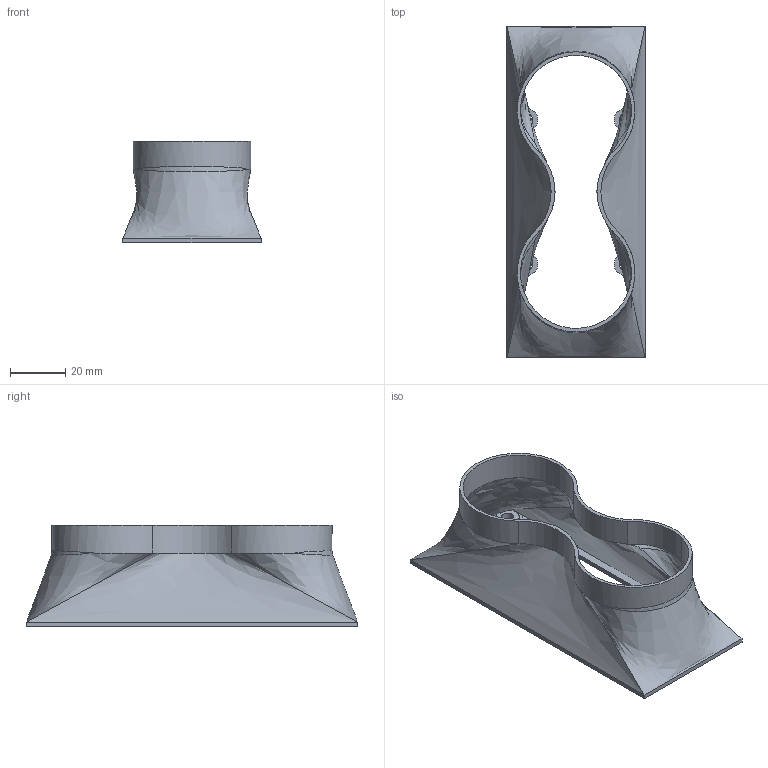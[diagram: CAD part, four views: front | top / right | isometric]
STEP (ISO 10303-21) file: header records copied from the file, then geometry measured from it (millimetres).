
Length unit declared in the file: millimetre
Products named in the file (1): Loft Vent_Gornji
Bounding box: 50 x 120 x 36.6 mm (x, y, z)
Volume: 15829.2 mm3; surface area: 25537.8 mm2
Topology: 1 solids, 1 shells, 92 faces, 282 edges, 180 vertices
Faces by surface type: plane 38, cylinder 32, bspline 18, torus 4
Full cylindrical faces by diameter (mm): 4.3 x8
Entity records: 5302 total; most frequent: CARTESIAN_POINT 2759, ORIENTED_EDGE 548, DIRECTION 438, EDGE_CURVE 274, VERTEX_POINT 180, AXIS2_PLACEMENT_3D 169, EDGE_LOOP 114, LINE 100
